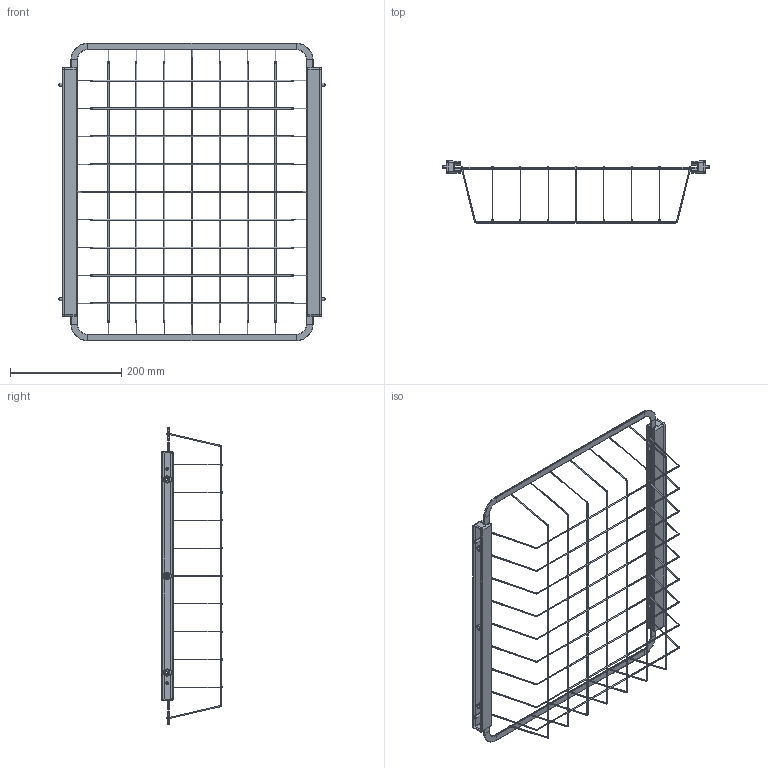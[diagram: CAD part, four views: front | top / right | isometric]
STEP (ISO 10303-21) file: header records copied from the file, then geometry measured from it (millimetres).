
FILE_DESCRIPTION (( 'STEP AP203' ), '1' );
FILE_NAME ('LM282+LM214.STEP', '2023-03-07T07:41:18', ( '' ), ( '' ), 'SwSTEP 2.0', 'SolidWorks 2021', '' );
FILE_SCHEMA (( 'CONFIG_CONTROL_DESIGN' ));
Length unit declared in the file: millimetre
Products named in the file (3): 10121_Default<As Machined>; LM282+LM214; 11292_Default<As Machined>
Assembly tree (3 placements, depth 2):
  LM282+LM214
    10121_Default<As Machined>
    11292_Default<As Machined>  x2
Bounding box: 479 x 111 x 535 mm (x, y, z)
Volume: 280948.6 mm3; surface area: 328686.2 mm2
Topology: 30 solids, 30 shells, 736 faces, 1734 edges, 1032 vertices
Faces by surface type: cylinder 318, plane 178, torus 128, bspline 56, cone 32, sphere 24
Entity records: 16031 total; most frequent: CARTESIAN_POINT 3220, DIRECTION 2926, ORIENTED_EDGE 2488, AXIS2_PLACEMENT_3D 1250, EDGE_CURVE 1244, VERTEX_POINT 748, CIRCLE 722, EDGE_LOOP 558
